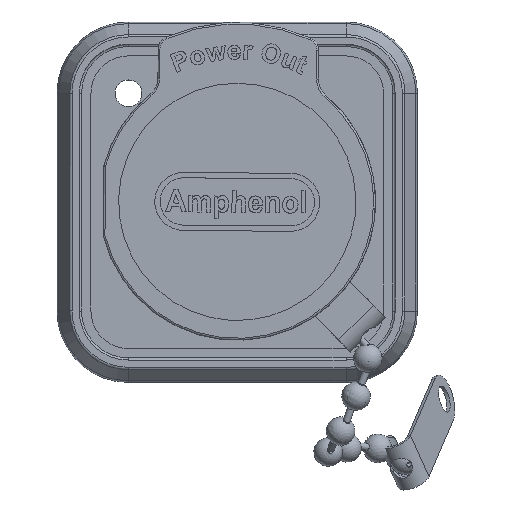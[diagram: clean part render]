
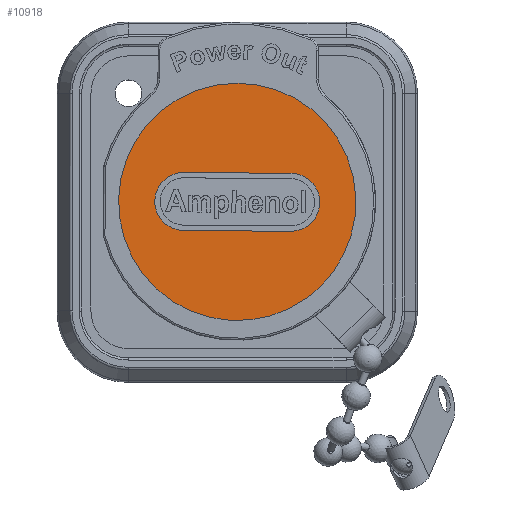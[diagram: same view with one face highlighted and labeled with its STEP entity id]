
A CAD part, top view. The second image highlights one B-rep face of the part: STEP entity #10918.
In plain terms, the highlighted planar face has unit normal (0, 0, 1).
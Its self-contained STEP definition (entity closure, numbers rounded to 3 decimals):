
#1016=FACE_BOUND('',#4454,.T.);
#1291=PLANE('',#11863);
#2116=LINE('',#19848,#3017);
#2130=LINE('',#19883,#3031);
#2155=LINE('',#19994,#3056);
#2159=LINE('',#20005,#3060);
#3017=VECTOR('',#14132,10.);
#3031=VECTOR('',#14164,10.);
#3056=VECTOR('',#14311,10.);
#3060=VECTOR('',#14323,10.);
#3790=FACE_OUTER_BOUND('',#4453,.T.);
#4453=EDGE_LOOP('',(#10114,#10115,#10116,#10117,#10118,#10119));
#4454=EDGE_LOOP('',(#10120,#10121,#10122,#10123));
#4793=CIRCLE('',#11789,2.5);
#4795=CIRCLE('',#11794,2.5);
#4796=CIRCLE('',#11797,13.3);
#4799=CIRCLE('',#11801,13.3);
#4825=CIRCLE('',#11854,3.25);
#4827=CIRCLE('',#11858,3.25);
#5719=VERTEX_POINT('',#19845);
#5720=VERTEX_POINT('',#19847);
#5723=VERTEX_POINT('',#19856);
#5728=VERTEX_POINT('',#19872);
#5729=VERTEX_POINT('',#19874);
#5732=VERTEX_POINT('',#19882);
#5753=VERTEX_POINT('',#19984);
#5754=VERTEX_POINT('',#19985);
#5757=VERTEX_POINT('',#19993);
#5759=VERTEX_POINT('',#19999);
#7147=EDGE_CURVE('',#5720,#5719,#2116,.T.);
#7152=EDGE_CURVE('',#5723,#5720,#4793,.T.);
#7161=EDGE_CURVE('',#5729,#5728,#4795,.T.);
#7165=EDGE_CURVE('',#5732,#5729,#2130,.T.);
#7167=EDGE_CURVE('',#5728,#5723,#4796,.T.);
#7170=EDGE_CURVE('',#5719,#5732,#4799,.T.);
#7217=EDGE_CURVE('',#5753,#5754,#4825,.T.);
#7221=EDGE_CURVE('',#5754,#5757,#2155,.T.);
#7224=EDGE_CURVE('',#5757,#5759,#4827,.T.);
#7227=EDGE_CURVE('',#5759,#5753,#2159,.T.);
#10114=ORIENTED_EDGE('',*,*,#7161,.T.);
#10115=ORIENTED_EDGE('',*,*,#7167,.T.);
#10116=ORIENTED_EDGE('',*,*,#7152,.T.);
#10117=ORIENTED_EDGE('',*,*,#7147,.T.);
#10118=ORIENTED_EDGE('',*,*,#7170,.T.);
#10119=ORIENTED_EDGE('',*,*,#7165,.T.);
#10120=ORIENTED_EDGE('',*,*,#7217,.T.);
#10121=ORIENTED_EDGE('',*,*,#7221,.T.);
#10122=ORIENTED_EDGE('',*,*,#7224,.T.);
#10123=ORIENTED_EDGE('',*,*,#7227,.T.);
#10918=ADVANCED_FACE('',(#3790,#1016),#1291,.F.);
#11789=AXIS2_PLACEMENT_3D('',#19857,#14140,#14141);
#11794=AXIS2_PLACEMENT_3D('',#19875,#14157,#14158);
#11797=AXIS2_PLACEMENT_3D('',#19886,#14168,#14169);
#11801=AXIS2_PLACEMENT_3D('',#19890,#14176,#14177);
#11854=AXIS2_PLACEMENT_3D('',#19986,#14303,#14304);
#11858=AXIS2_PLACEMENT_3D('',#20000,#14316,#14317);
#11863=AXIS2_PLACEMENT_3D('',#20009,#14329,#14330);
#14132=DIRECTION('',(-0.707,-0.707,0.));
#14140=DIRECTION('center_axis',(0.,0.,
1.));
#14141=DIRECTION('ref_axis',(-0.221,-0.975,0.));
#14157=DIRECTION('center_axis',(0.,0.,
1.));
#14158=DIRECTION('ref_axis',(-0.221,-0.975,0.));
#14164=DIRECTION('',(-0.707,-0.707,0.));
#14168=DIRECTION('center_axis',(0.,0.,
1.));
#14169=DIRECTION('ref_axis',(-1.,0.,0.));
#14176=DIRECTION('center_axis',(0.,0.,
1.));
#14177=DIRECTION('ref_axis',(-1.,0.,0.));
#14303=DIRECTION('center_axis',(0.,0.,
-1.));
#14304=DIRECTION('ref_axis',(0.,-1.,0.));
#14311=DIRECTION('',(1.,0.,0.));
#14316=DIRECTION('center_axis',(0.,0.,
-1.));
#14317=DIRECTION('ref_axis',(0.,1.,0.));
#14323=DIRECTION('',(-1.,0.,0.));
#14329=DIRECTION('center_axis',(0.,0.,
-1.));
#14330=DIRECTION('ref_axis',(1.,0.,0.));
#19845=CARTESIAN_POINT('',(-7.804,10.77,3.));
#19847=CARTESIAN_POINT('',(-7.792,10.782,3.));
#19848=CARTESIAN_POINT('',(-8.539,10.035,3.));
#19856=CARTESIAN_POINT('',(-7.788,10.781,3.));
#19857=CARTESIAN_POINT('Origin',(-8.344,8.344,3.));
#19872=CARTESIAN_POINT('',(-10.781,7.788,3.));
#19874=CARTESIAN_POINT('',(-10.782,7.792,3.));
#19875=CARTESIAN_POINT('Origin',(-8.344,8.344,3.));
#19882=CARTESIAN_POINT('',(-10.77,7.804,3.));
#19883=CARTESIAN_POINT('',(-9.51,9.064,3.));
#19886=CARTESIAN_POINT('Origin',(0.,0.,
3.));
#19890=CARTESIAN_POINT('Origin',(0.,0.,
3.));
#19984=CARTESIAN_POINT('',(-6.,-3.25,3.));
#19985=CARTESIAN_POINT('',(-6.,3.25,3.));
#19986=CARTESIAN_POINT('Origin',(-6.,0.,3.));
#19993=CARTESIAN_POINT('',(6.,3.25,3.));
#19994=CARTESIAN_POINT('',(3.,3.25,3.));
#19999=CARTESIAN_POINT('',(6.,-3.25,3.));
#20000=CARTESIAN_POINT('Origin',(6.,0.,3.));
#20005=CARTESIAN_POINT('',(-3.,-3.25,3.));
#20009=CARTESIAN_POINT('Origin',(0.,0.,
3.));
